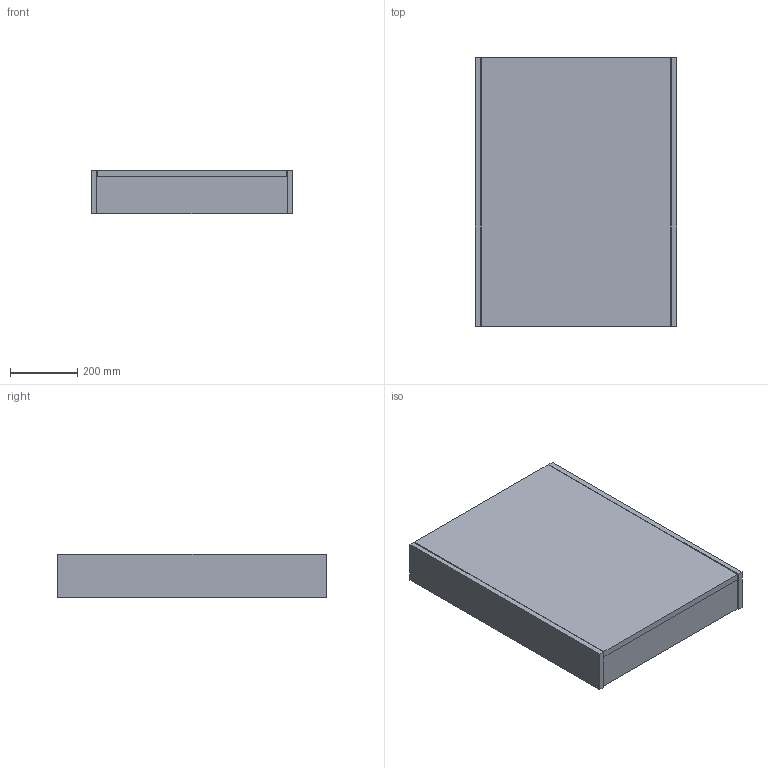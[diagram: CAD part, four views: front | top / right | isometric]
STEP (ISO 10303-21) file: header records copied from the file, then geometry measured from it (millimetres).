
FILE_DESCRIPTION (( 'STEP AP214' ), '1' );
FILE_NAME ('Kado Arc Mirror Cabinet 600 Single.STEP', '2020-01-14T04:29:35', ( '' ), ( '' ), 'SwSTEP 2.0', 'SolidWorks 2017', '' );
FILE_SCHEMA (( 'AUTOMOTIVE_DESIGN' ));
Length unit declared in the file: millimetre
Products named in the file (1): Kado Arc Mirror Cabinet 600 Single
Bounding box: 600 x 800 x 130 mm (x, y, z)
Volume: 20788864 mm3; surface area: 2527640 mm2
Topology: 2 solids, 2 shells, 29 faces, 72 edges, 48 vertices
Faces by surface type: plane 29
Entity records: 889 total; most frequent: CARTESIAN_POINT 150, ORIENTED_EDGE 144, DIRECTION 132, EDGE_CURVE 72, LINE 72, VECTOR 72, VERTEX_POINT 48, AXIS2_PLACEMENT_3D 30
